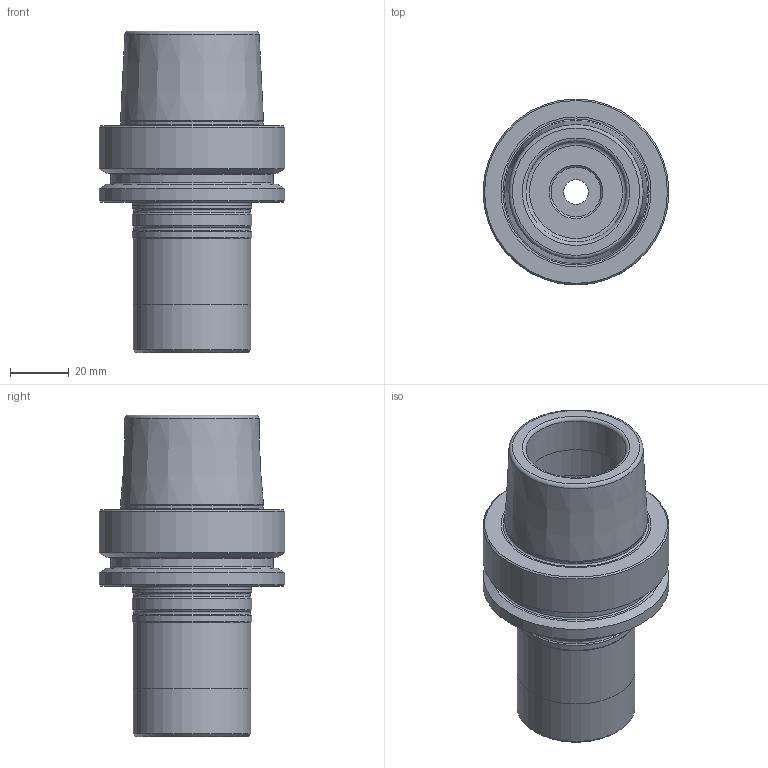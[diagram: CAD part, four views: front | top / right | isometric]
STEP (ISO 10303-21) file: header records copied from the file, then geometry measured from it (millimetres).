
FILE_DESCRIPTION(/* description */ (''),/* implementation_level */ '2;1');
FILE_NAME(/* name */ '456313244.stp',/* time_stamp */ '2021-01-08T12:42:08',/* author */ ('LRA'),/* organization */ ('REGO-FIX'),/* preprocessor_version */ ' Unknown',/* originating_system */ 'SIEMENS PLM Software Solid Edge ST10',/* authorization */ 'Unknown');
FILE_SCHEMA (('AUTOMOTIVE_DESIGN { 1 0 10303 214 2 1 1}'));
Length unit declared in the file: millimetre
Products named in the file (1): NOCUT
Bounding box: 63 x 63 x 109 mm (x, y, z)
Volume: 122858.4 mm3; surface area: 32407.2 mm2
Topology: 1 solids, 1 shells, 57 faces, 113 edges, 64 vertices
Faces by surface type: cone 20, cylinder 16, torus 13, plane 8
Full cylindrical faces by diameter (mm): 8.4 x1, 16.917 x1, 20 x1, 23.5 x1, 34 x2, 40 x3, 40.5 x3, 48.139 x1, 55 x1, 63 x2
Entity records: 1586 total; most frequent: DIRECTION 236, CARTESIAN_POINT 175, AXIS2_PLACEMENT_3D 118, ORIENTED_EDGE 114, EDGE_LOOP 114, FACE_BOUND 114, EDGE_CURVE 57, VERTEX_POINT 57
